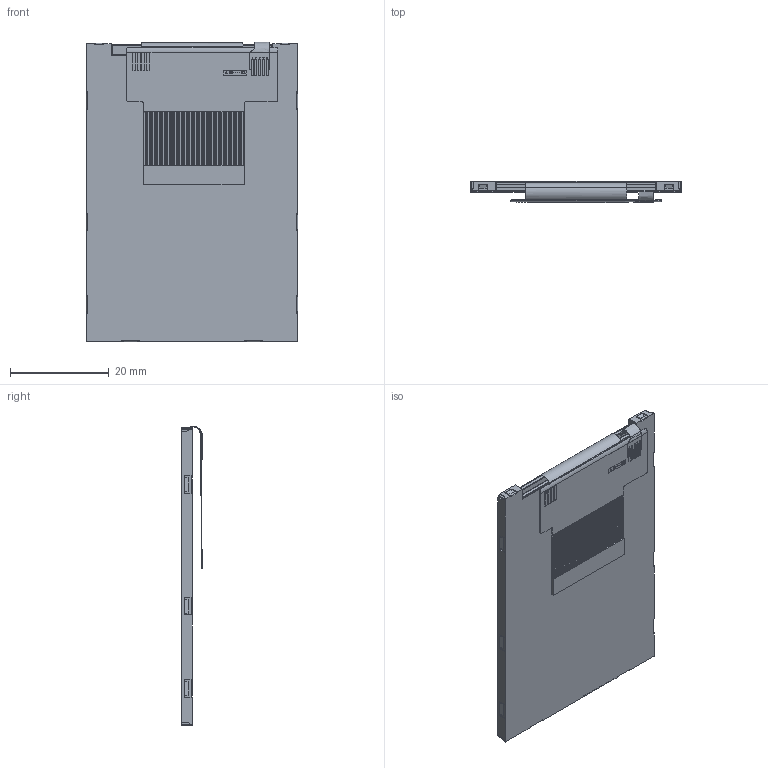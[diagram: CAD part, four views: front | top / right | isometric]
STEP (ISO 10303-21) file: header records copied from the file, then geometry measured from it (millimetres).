
FILE_DESCRIPTION (( 'STEP AP214' ), '1' );
FILE_NAME ('9832FDF0-B999-47B5-B65E-2964F41FFE17.STEP', '2022-07-18T02:39:27', ( '' ), ( '' ), 'SwSTEP 2.0', 'SolidWorks 2022', '' );
FILE_SCHEMA (( 'AUTOMOTIVE_DESIGN' ));
Length unit declared in the file: millimetre
Products named in the file (1): 9832FDF0-B999-47B5-B65E-2964F41FFE17
Bounding box: 42.92 x 4.37 x 60.75 mm (x, y, z)
Volume: 5550 mm3; surface area: 13431.5 mm2
Topology: 6 solids, 6 shells, 950 faces, 2761 edges, 1832 vertices
Faces by surface type: plane 867, cylinder 66, bspline 17
Entity records: 41444 total; most frequent: CARTESIAN_POINT 12870, ORIENTED_EDGE 5522, EDGE_CURVE 2761, DIRECTION 2756, B_SPLINE_CURVE_WITH_KNOTS 1980, VERTEX_POINT 1832, AXIS2_PLACEMENT_3D 1041, EDGE_LOOP 993
